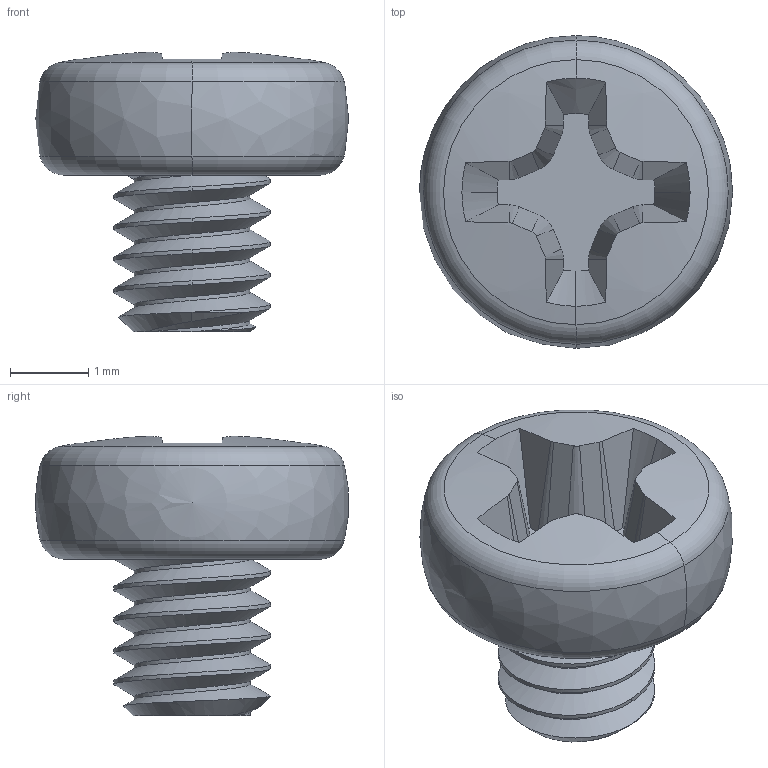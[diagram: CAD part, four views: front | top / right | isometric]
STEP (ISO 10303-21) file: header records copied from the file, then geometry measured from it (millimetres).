
FILE_DESCRIPTION (( 'STEP AP203' ), '1' );
FILE_NAME ('92005A010_Steel Pan Head Phillips Screw.STEP', '2026-01-08T09:06:24', ( 'McMaster Carr Supply' ), ( 'McMaster Carr Supply' ), 'SwSTEP 2.0', 'SolidWorks 2024', '' );
FILE_SCHEMA (( 'CONFIG_CONTROL_DESIGN' ));
Length unit declared in the file: millimetre
Products named in the file (1): 92005A010_Steel Pan Head Phillips Screw
Bounding box: 4 x 3.99 x 3.57 mm (x, y, z)
Volume: 18.8 mm3; surface area: 65.5 mm2
Topology: 1 solids, 1 shells, 61 faces, 171 edges, 111 vertices
Faces by surface type: cone 22, plane 19, cylinder 9, torus 4, sphere 4, bspline 3
Entity records: 2993 total; most frequent: CARTESIAN_POINT 1445, ORIENTED_EDGE 332, DIRECTION 297, EDGE_CURVE 166, AXIS2_PLACEMENT_3D 122, VERTEX_POINT 108, CIRCLE 63, EDGE_LOOP 62
